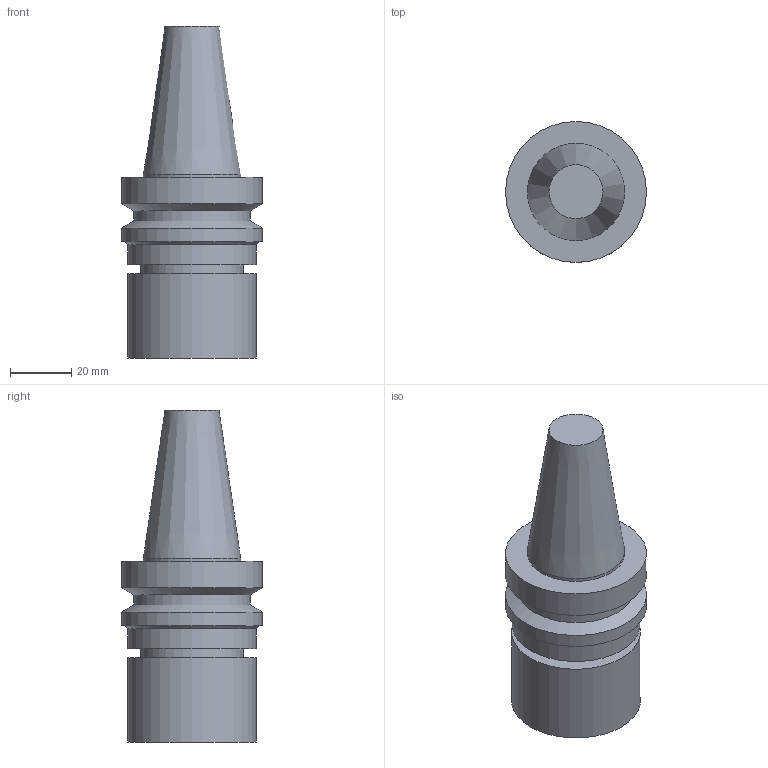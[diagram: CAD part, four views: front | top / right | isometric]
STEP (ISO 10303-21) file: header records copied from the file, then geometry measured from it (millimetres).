
FILE_DESCRIPTION((''),'1');
FILE_NAME('BBT30-MEGAER25-60NL.stp','2018-02-02T07:22:10',(''),(''),'Spatial Interop R21 SP3','Kubotek KeyCreator 2011 V10.0.2 (22737)',' ');
FILE_SCHEMA(('automotive_design'));
Length unit declared in the file: millimetre
Products named in the file (2): Unnamed[1]
Bounding box: 46 x 46 x 108.4 mm (x, y, z)
Volume: 121642 mm3; surface area: 19433.8 mm2
Topology: 2 solids, 2 shells, 21 faces, 33 edges, 19 vertices
Faces by surface type: cylinder 8, plane 7, cone 6
Full cylindrical faces by diameter (mm): 31.75 x1, 32 x1, 33.5 x1, 38 x1, 41.854 x1, 42 x1, 46 x2
Entity records: 806 total; most frequent: DIRECTION 84, PRESENTATION_STYLE_ASSIGNMENT 65, COLOUR_RGB 65, CARTESIAN_POINT 61, STYLED_ITEM 42, AXIS2_PLACEMENT_3D 42, CURVE_STYLE 42, DRAUGHTING_PRE_DEFINED_CURVE_FONT 42
